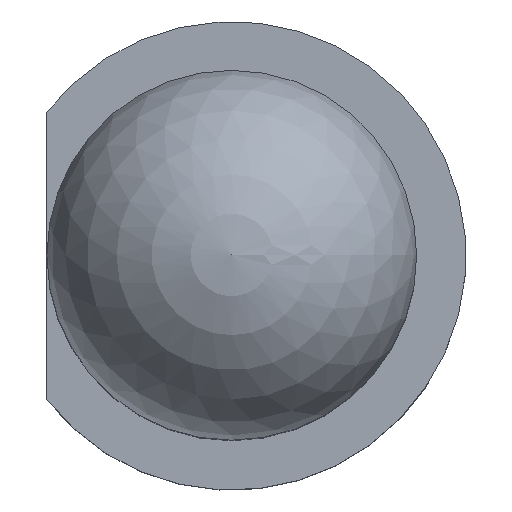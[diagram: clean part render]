
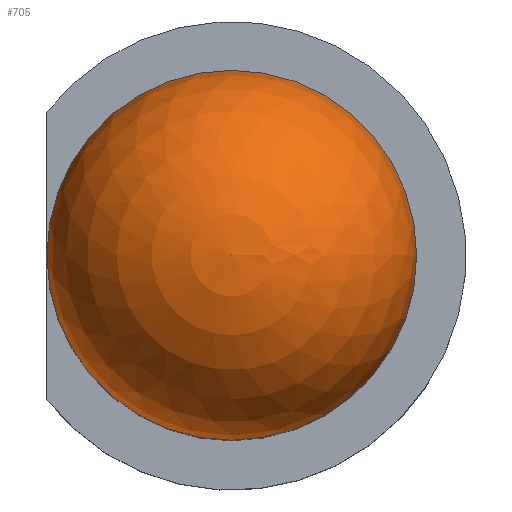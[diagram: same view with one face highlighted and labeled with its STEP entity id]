
A CAD part, top view. The second image highlights one B-rep face of the part: STEP entity #705.
In plain terms, the highlighted spherical face has radius 1.5 mm.
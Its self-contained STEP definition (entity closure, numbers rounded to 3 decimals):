
#705 = ADVANCED_FACE('',(#706),#721,.T.);
#706 = FACE_BOUND('',#707,.T.);
#707 = EDGE_LOOP('',(#708,#739,#740));
#708 = ORIENTED_EDGE('',*,*,#709,.T.);
#709 = EDGE_CURVE('',#710,#712,#714,.T.);
#710 = VERTEX_POINT('',#711);
#711 = CARTESIAN_POINT('',(2.77,0.,6.8));
#712 = VERTEX_POINT('',#713);
#713 = CARTESIAN_POINT('',(1.27,0.,8.3));
#714 = SEAM_CURVE('',#715,(#720,#732),.PCURVE_S1.);
#715 = CIRCLE('',#716,1.5);
#716 = AXIS2_PLACEMENT_3D('',#717,#718,#719);
#717 = CARTESIAN_POINT('',(1.27,0.,6.8));
#718 = DIRECTION('',(0.,-1.,0.));
#719 = DIRECTION('',(1.,0.,0.));
#720 = PCURVE('',#721,#726);
#721 = SPHERICAL_SURFACE('',#722,1.5);
#722 = AXIS2_PLACEMENT_3D('',#723,#724,#725);
#723 = CARTESIAN_POINT('',(1.27,0.,6.8));
#724 = DIRECTION('',(0.,0.,1.));
#725 = DIRECTION('',(1.,0.,0.));
#726 = DEFINITIONAL_REPRESENTATION('',(#727),#731);
#727 = LINE('',#728,#729);
#728 = CARTESIAN_POINT('',(6.283,0.));
#729 = VECTOR('',#730,1.);
#730 = DIRECTION('',(0.,1.));
#731 = ( GEOMETRIC_REPRESENTATION_CONTEXT(2) 
PARAMETRIC_REPRESENTATION_CONTEXT() REPRESENTATION_CONTEXT('2D SPACE',''
  ) );
#732 = PCURVE('',#721,#733);
#733 = DEFINITIONAL_REPRESENTATION('',(#734),#738);
#734 = LINE('',#735,#736);
#735 = CARTESIAN_POINT('',(0.,0.));
#736 = VECTOR('',#737,1.);
#737 = DIRECTION('',(0.,1.));
#738 = ( GEOMETRIC_REPRESENTATION_CONTEXT(2) 
PARAMETRIC_REPRESENTATION_CONTEXT() REPRESENTATION_CONTEXT('2D SPACE',''
  ) );
#739 = ORIENTED_EDGE('',*,*,#709,.F.);
#740 = ORIENTED_EDGE('',*,*,#741,.F.);
#741 = EDGE_CURVE('',#710,#710,#742,.T.);
#742 = SURFACE_CURVE('',#743,(#748,#777),.PCURVE_S1.);
#743 = CIRCLE('',#744,1.5);
#744 = AXIS2_PLACEMENT_3D('',#745,#746,#747);
#745 = CARTESIAN_POINT('',(1.27,0.,6.8));
#746 = DIRECTION('',(0.,0.,-1.));
#747 = DIRECTION('',(1.,0.,0.));
#748 = PCURVE('',#721,#749);
#749 = DEFINITIONAL_REPRESENTATION('',(#750),#776);
#750 = B_SPLINE_CURVE_WITH_KNOTS('',3,(#751,#752,#753,#754,#755,#756,
    #757,#758,#759,#760,#761,#762,#763,#764,#765,#766,#767,#768,#769,
    #770,#771,#772,#773,#774,#775),.UNSPECIFIED.,.F.,.F.,(4,1,1,1,1,1,1,
    1,1,1,1,1,1,1,1,1,1,1,1,1,1,1,4),(0.,0.286,0.571,
    0.857,1.142,1.428,1.714,
    1.999,2.285,2.57,2.856,
    3.142,3.427,3.713,3.998,
    4.284,4.57,4.855,5.141,
    5.426,5.712,5.998,6.283),
  .QUASI_UNIFORM_KNOTS.);
#751 = CARTESIAN_POINT('',(6.283,0.));
#752 = CARTESIAN_POINT('',(6.188,0.));
#753 = CARTESIAN_POINT('',(5.998,0.));
#754 = CARTESIAN_POINT('',(5.712,0.));
#755 = CARTESIAN_POINT('',(5.426,0.));
#756 = CARTESIAN_POINT('',(5.141,0.));
#757 = CARTESIAN_POINT('',(4.855,0.));
#758 = CARTESIAN_POINT('',(4.57,0.));
#759 = CARTESIAN_POINT('',(4.284,0.));
#760 = CARTESIAN_POINT('',(3.998,0.));
#761 = CARTESIAN_POINT('',(3.713,0.));
#762 = CARTESIAN_POINT('',(3.427,0.));
#763 = CARTESIAN_POINT('',(3.142,0.));
#764 = CARTESIAN_POINT('',(2.856,0.));
#765 = CARTESIAN_POINT('',(2.57,0.));
#766 = CARTESIAN_POINT('',(2.285,0.));
#767 = CARTESIAN_POINT('',(1.999,0.));
#768 = CARTESIAN_POINT('',(1.714,0.));
#769 = CARTESIAN_POINT('',(1.428,0.));
#770 = CARTESIAN_POINT('',(1.142,0.));
#771 = CARTESIAN_POINT('',(0.857,0.));
#772 = CARTESIAN_POINT('',(0.571,0.));
#773 = CARTESIAN_POINT('',(0.286,0.));
#774 = CARTESIAN_POINT('',(0.095,0.));
#775 = CARTESIAN_POINT('',(0.,0.));
#776 = ( GEOMETRIC_REPRESENTATION_CONTEXT(2) 
PARAMETRIC_REPRESENTATION_CONTEXT() REPRESENTATION_CONTEXT('2D SPACE',''
  ) );
#777 = PCURVE('',#778,#783);
#778 = CYLINDRICAL_SURFACE('',#779,1.5);
#779 = AXIS2_PLACEMENT_3D('',#780,#781,#782);
#780 = CARTESIAN_POINT('',(1.27,0.,6.8));
#781 = DIRECTION('',(0.,0.,-1.));
#782 = DIRECTION('',(1.,0.,0.));
#783 = DEFINITIONAL_REPRESENTATION('',(#784),#788);
#784 = LINE('',#785,#786);
#785 = CARTESIAN_POINT('',(0.,0.));
#786 = VECTOR('',#787,1.);
#787 = DIRECTION('',(1.,0.));
#788 = ( GEOMETRIC_REPRESENTATION_CONTEXT(2) 
PARAMETRIC_REPRESENTATION_CONTEXT() REPRESENTATION_CONTEXT('2D SPACE',''
  ) );
